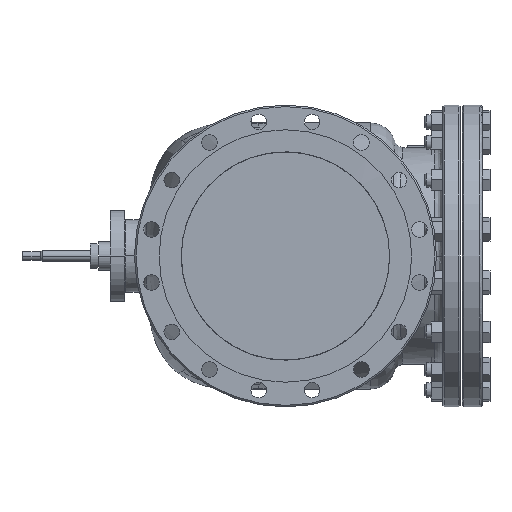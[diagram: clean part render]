
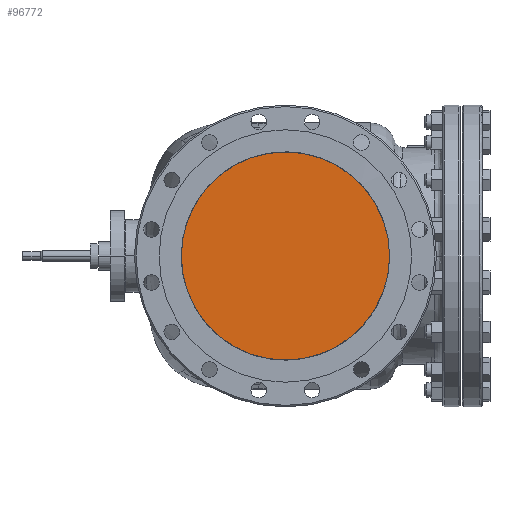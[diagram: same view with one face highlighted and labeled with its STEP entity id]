
A CAD part, left-side view. The second image highlights one B-rep face of the part: STEP entity #96772.
In plain terms, the highlighted planar face has unit normal (-1, 0, 0).
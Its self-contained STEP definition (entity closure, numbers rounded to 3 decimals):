
#236 = VERTEX_POINT ( 'NONE', #986 ) ;
#986 = CARTESIAN_POINT ( 'NONE',  ( -433., 163.964, 199.923 ) ) ;
#1951 = PLANE ( 'NONE',  #103947 ) ;
#2927 = ORIENTED_EDGE ( 'NONE', *, *, #13015, .F. ) ;
#13015 = EDGE_CURVE ( 'NONE', #236, #62790, #103381, .T. ) ;
#42408 = AXIS2_PLACEMENT_3D ( 'NONE', #114112, #90447, #78590 ) ;
#45773 = CARTESIAN_POINT ( 'NONE',  ( -433., 163.964, -200.015 ) ) ;
#50213 = EDGE_CURVE ( 'NONE', #62790, #236, #53920, .T. ) ;
#53920 = CIRCLE ( 'NONE', #42408, 199.969 ) ;
#59099 = FACE_OUTER_BOUND ( 'NONE', #96309, .T. ) ;
#62790 = VERTEX_POINT ( 'NONE', #45773 ) ;
#65628 = DIRECTION ( 'NONE',  ( 0., 0., -1. ) ) ;
#77559 = DIRECTION ( 'NONE',  ( 1., 0., 0. ) ) ;
#78590 = DIRECTION ( 'NONE',  ( 0., 0., -1. ) ) ;
#82287 = DIRECTION ( 'NONE',  ( 0., 0., -1. ) ) ;
#89434 = CARTESIAN_POINT ( 'NONE',  ( -433., 163.964, -0.046 ) ) ;
#89549 = ORIENTED_EDGE ( 'NONE', *, *, #50213, .F. ) ;
#89924 = AXIS2_PLACEMENT_3D ( 'NONE', #89434, #77559, #65628 ) ;
#90447 = DIRECTION ( 'NONE',  ( 1., 0., 0. ) ) ;
#94143 = DIRECTION ( 'NONE',  ( 1., 0., 0. ) ) ;
#96309 = EDGE_LOOP ( 'NONE', ( #89549, #2927 ) ) ;
#96772 = ADVANCED_FACE ( 'NONE', ( #59099 ), #1951, .F. ) ;
#103381 = CIRCLE ( 'NONE', #89924, 199.969 ) ;
#103947 = AXIS2_PLACEMENT_3D ( 'NONE', #105956, #94143, #82287 ) ;
#105956 = CARTESIAN_POINT ( 'NONE',  ( -433., 163.964, -0.046 ) ) ;
#114112 = CARTESIAN_POINT ( 'NONE',  ( -433., 163.964, -0.046 ) ) ;
